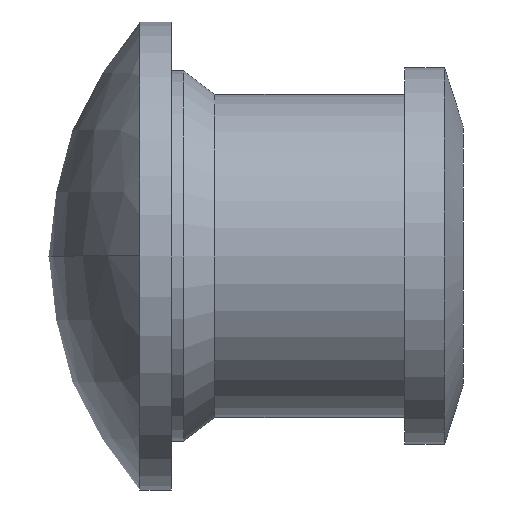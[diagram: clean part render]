
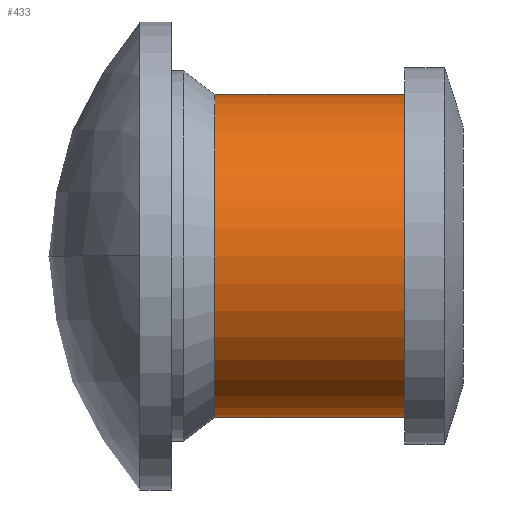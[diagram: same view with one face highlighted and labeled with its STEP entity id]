
A CAD part, left-side view. The second image highlights one B-rep face of the part: STEP entity #433.
In plain terms, the highlighted cylindrical face has radius 3.289 mm (diameter 6.579 mm), a partial arc.
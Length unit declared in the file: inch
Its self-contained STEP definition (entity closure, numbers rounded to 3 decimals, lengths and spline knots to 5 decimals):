
#20 = DIRECTION ( 'NONE',  ( 0., -1., 0. ) ) ;
#26 = DIRECTION ( 'NONE',  ( 0., 0., -1. ) ) ;
#127 = ORIENTED_EDGE ( 'NONE', *, *, #506, .T. ) ;
#235 = CIRCLE ( 'NONE', #941, 0.1295 ) ;
#254 = ORIENTED_EDGE ( 'NONE', *, *, #311, .F. ) ;
#296 = VERTEX_POINT ( 'NONE', #491 ) ;
#311 = EDGE_CURVE ( 'NONE', #610, #296, #235, .T. ) ;
#409 = DIRECTION ( 'NONE',  ( 0., -1., 0. ) ) ;
#429 = DIRECTION ( 'NONE',  ( 0., -1., 0. ) ) ;
#433 = ADVANCED_FACE ( 'NONE', ( #489 ), #1050, .T. ) ;
#489 = FACE_OUTER_BOUND ( 'NONE', #955, .T. ) ;
#491 = CARTESIAN_POINT ( 'NONE',  ( 0., 0.047, -0.1295 ) ) ;
#493 = AXIS2_PLACEMENT_3D ( 'NONE', #1211, #429, #26 ) ;
#503 = LINE ( 'NONE', #963, #535 ) ;
#506 = EDGE_CURVE ( 'NONE', #751, #296, #662, .T. ) ;
#534 = AXIS2_PLACEMENT_3D ( 'NONE', #1198, #852, #967 ) ;
#535 = VECTOR ( 'NONE', #20, 39.37008 ) ;
#610 = VERTEX_POINT ( 'NONE', #1035 ) ;
#622 = VERTEX_POINT ( 'NONE', #877 ) ;
#646 = EDGE_CURVE ( 'NONE', #622, #751, #787, .T. ) ;
#650 = EDGE_CURVE ( 'NONE', #622, #610, #503, .T. ) ;
#662 = LINE ( 'NONE', #1132, #973 ) ;
#717 = ORIENTED_EDGE ( 'NONE', *, *, #650, .F. ) ;
#751 = VERTEX_POINT ( 'NONE', #823 ) ;
#787 = CIRCLE ( 'NONE', #534, 0.1295 ) ;
#823 = CARTESIAN_POINT ( 'NONE',  ( 0., 0.199, -0.1295 ) ) ;
#852 = DIRECTION ( 'NONE',  ( 0., -1., 0. ) ) ;
#877 = CARTESIAN_POINT ( 'NONE',  ( 0., 0.199, 0.1295 ) ) ;
#899 = DIRECTION ( 'NONE',  ( 0., -1., 0. ) ) ;
#941 = AXIS2_PLACEMENT_3D ( 'NONE', #1175, #409, #1064 ) ;
#955 = EDGE_LOOP ( 'NONE', ( #717, #1374, #127, #254 ) ) ;
#963 = CARTESIAN_POINT ( 'NONE',  ( 0., 0., 0.1295 ) ) ;
#967 = DIRECTION ( 'NONE',  ( 0., 0., -1. ) ) ;
#973 = VECTOR ( 'NONE', #899, 39.37008 ) ;
#1035 = CARTESIAN_POINT ( 'NONE',  ( 0., 0.047, 0.1295 ) ) ;
#1050 = CYLINDRICAL_SURFACE ( 'NONE', #493, 0.1295 ) ;
#1064 = DIRECTION ( 'NONE',  ( 0., 0., -1. ) ) ;
#1132 = CARTESIAN_POINT ( 'NONE',  ( 0., 0., -0.1295 ) ) ;
#1175 = CARTESIAN_POINT ( 'NONE',  ( 0., 0.047, 0. ) ) ;
#1198 = CARTESIAN_POINT ( 'NONE',  ( 0., 0.199, 0. ) ) ;
#1211 = CARTESIAN_POINT ( 'NONE',  ( 0., 0., 0. ) ) ;
#1374 = ORIENTED_EDGE ( 'NONE', *, *, #646, .T. ) ;
